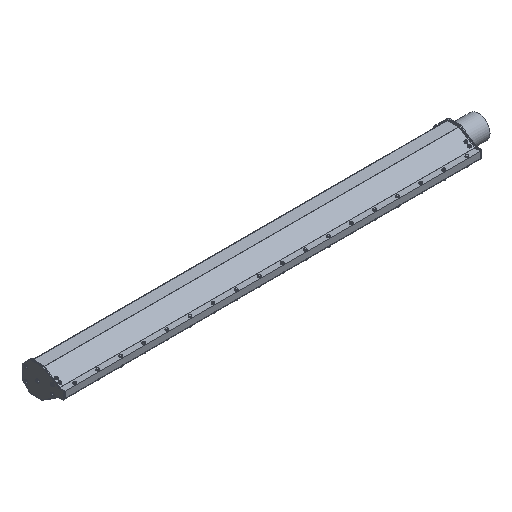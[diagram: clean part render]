
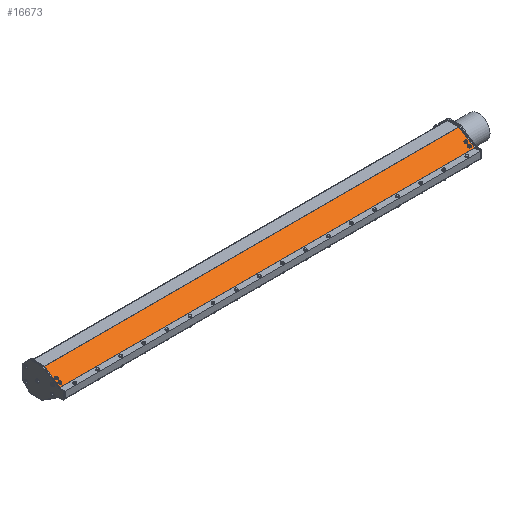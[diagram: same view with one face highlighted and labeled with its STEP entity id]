
A CAD part, isometric view. The second image highlights one B-rep face of the part: STEP entity #16673.
In plain terms, the highlighted planar face has unit normal (0, -0.537, 0.843).
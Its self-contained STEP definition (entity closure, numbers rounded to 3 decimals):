
#538=FACE_BOUND('',#4403,.T.);
#539=FACE_BOUND('',#4404,.T.);
#540=FACE_BOUND('',#4405,.T.);
#541=FACE_BOUND('',#4406,.T.);
#884=PLANE('',#18078);
#3111=FACE_OUTER_BOUND('',#4402,.T.);
#4402=EDGE_LOOP('',(#12711,#12712,#12713,#12714));
#4403=EDGE_LOOP('',(#12715));
#4404=EDGE_LOOP('',(#12716));
#4405=EDGE_LOOP('',(#12717));
#4406=EDGE_LOOP('',(#12718));
#5765=LINE('',#103252,#6393);
#5772=LINE('',#103305,#6400);
#5775=LINE('',#103310,#6403);
#5776=LINE('',#103311,#6404);
#6393=VECTOR('',#20752,0.394);
#6400=VECTOR('',#20803,0.394);
#6403=VECTOR('',#20810,0.394);
#6404=VECTOR('',#20811,0.394);
#6936=CIRCLE('',#17806,0.177);
#6941=CIRCLE('',#17816,0.177);
#6956=CIRCLE('',#17846,0.177);
#6961=CIRCLE('',#17856,0.177);
#7935=VERTEX_POINT('',#102614);
#7940=VERTEX_POINT('',#102629);
#7955=VERTEX_POINT('',#102674);
#7960=VERTEX_POINT('',#102689);
#8151=VERTEX_POINT('',#103248);
#8152=VERTEX_POINT('',#103250);
#8175=VERTEX_POINT('',#103301);
#8176=VERTEX_POINT('',#103303);
#9607=EDGE_CURVE('',#7935,#7935,#6936,.T.);
#9612=EDGE_CURVE('',#7940,#7940,#6941,.T.);
#9627=EDGE_CURVE('',#7955,#7955,#6956,.T.);
#9632=EDGE_CURVE('',#7960,#7960,#6961,.T.);
#9894=EDGE_CURVE('',#8152,#8151,#5765,.T.);
#9921=EDGE_CURVE('',#8176,#8175,#5772,.T.);
#9924=EDGE_CURVE('',#8151,#8176,#5775,.T.);
#9925=EDGE_CURVE('',#8175,#8152,#5776,.T.);
#12711=ORIENTED_EDGE('',*,*,#9921,.F.);
#12712=ORIENTED_EDGE('',*,*,#9924,.F.);
#12713=ORIENTED_EDGE('',*,*,#9894,.F.);
#12714=ORIENTED_EDGE('',*,*,#9925,.F.);
#12715=ORIENTED_EDGE('',*,*,#9607,.F.);
#12716=ORIENTED_EDGE('',*,*,#9612,.F.);
#12717=ORIENTED_EDGE('',*,*,#9627,.F.);
#12718=ORIENTED_EDGE('',*,*,#9632,.F.);
#16673=ADVANCED_FACE('',(#3111,#538,#539,#540,#541),#884,.T.);
#17806=AXIS2_PLACEMENT_3D('',#102615,#20083,#20084);
#17816=AXIS2_PLACEMENT_3D('',#102630,#20103,#20104);
#17846=AXIS2_PLACEMENT_3D('',#102675,#20163,#20164);
#17856=AXIS2_PLACEMENT_3D('',#102690,#20183,#20184);
#18078=AXIS2_PLACEMENT_3D('',#103309,#20808,#20809);
#20083=DIRECTION('center_axis',(0.,-0.537,
0.843));
#20084=DIRECTION('ref_axis',(-0.301,0.804,0.512));
#20103=DIRECTION('center_axis',(0.,-0.537,
0.843));
#20104=DIRECTION('ref_axis',(0.191,0.828,0.527));
#20163=DIRECTION('center_axis',(0.,-0.537,
0.843));
#20164=DIRECTION('ref_axis',(-0.9,0.367,0.234));
#20183=DIRECTION('center_axis',(0.,-0.537,
0.843));
#20184=DIRECTION('ref_axis',(0.985,0.145,0.092));
#20752=DIRECTION('',(1.,0.,0.));
#20803=DIRECTION('',(-1.,0.,0.));
#20808=DIRECTION('center_axis',(0.,-0.537,
0.843));
#20809=DIRECTION('ref_axis',(0.,-0.843,-0.537));
#20810=DIRECTION('',(0.,-0.843,-0.537));
#20811=DIRECTION('',(0.,0.843,0.537));
#102614=CARTESIAN_POINT('',(31.94,-2.587,-1.255));
#102615=CARTESIAN_POINT('Origin',(31.887,-2.445,-1.164));
#102629=CARTESIAN_POINT('',(-21.397,-2.591,-1.257));
#102630=CARTESIAN_POINT('Origin',(-21.363,-2.445,-1.164));
#102674=CARTESIAN_POINT('',(-21.204,-2.061,-0.919));
#102675=CARTESIAN_POINT('Origin',(-21.363,-1.996,-0.878));
#102689=CARTESIAN_POINT('',(31.712,-2.022,-0.894));
#102690=CARTESIAN_POINT('Origin',(31.887,-1.996,-0.878));
#103248=CARTESIAN_POINT('',(32.262,-0.721,-0.066));
#103250=CARTESIAN_POINT('',(-21.738,-0.721,-0.066));
#103252=CARTESIAN_POINT('',(-21.738,-0.721,-0.066));
#103301=CARTESIAN_POINT('',(-21.738,-2.771,-1.372));
#103303=CARTESIAN_POINT('',(32.262,-2.771,-1.372));
#103305=CARTESIAN_POINT('',(-21.738,-2.771,-1.372));
#103309=CARTESIAN_POINT('Origin',(-21.738,-0.707,-0.057));
#103310=CARTESIAN_POINT('',(32.262,-2.779,-1.377));
#103311=CARTESIAN_POINT('',(-21.738,-2.779,-1.377));
